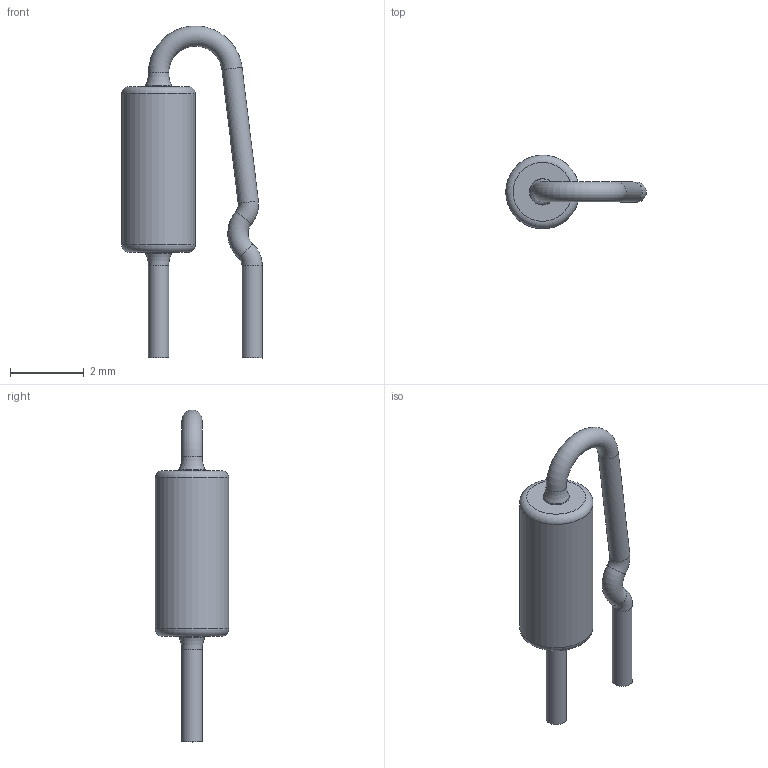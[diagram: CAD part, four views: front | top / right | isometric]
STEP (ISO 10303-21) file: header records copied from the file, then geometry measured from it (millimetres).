
FILE_DESCRIPTION(('STEP AP214'), '1');
FILE_NAME('DO', '2019-03-05T18:01:28', ('Nobody'), (''), 'ASCON STEP Converter 1.3', 'ASCON Math Kernel', '');
FILE_SCHEMA(('AUTOMOTIVE_DESIGN { 1 0 10303 214 3 1 1}'));
Length unit declared in the file: millimetre
Bounding box: 3.81 x 2 x 9.01 mm (x, y, z)
Volume: 17.5 mm3; surface area: 59.6 mm2
Topology: 3 solids, 3 shells, 20 faces, 32 edges, 18 vertices
Faces by surface type: torus 10, plane 6, cylinder 4
Full cylindrical faces by diameter (mm): 0.55 x3, 2 x1
Entity records: 600 total; most frequent: DIRECTION 78, CARTESIAN_POINT 57, AXIS2_PLACEMENT_3D 39, ORIENTED_EDGE 36, EDGE_LOOP 34, FACE_OUTER_BOUND 26, COLOUR_RGB 23, FILL_AREA_STYLE_COLOUR 23
